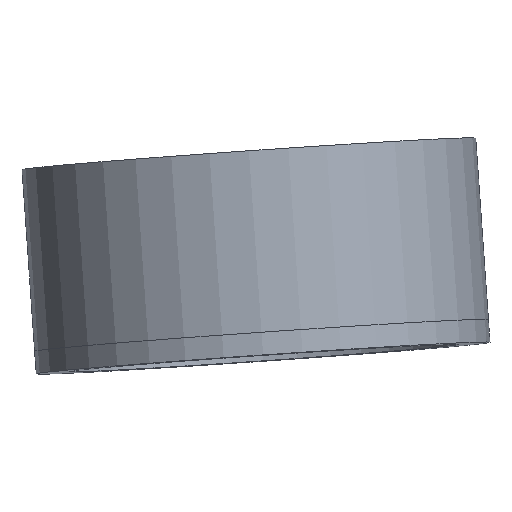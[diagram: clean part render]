
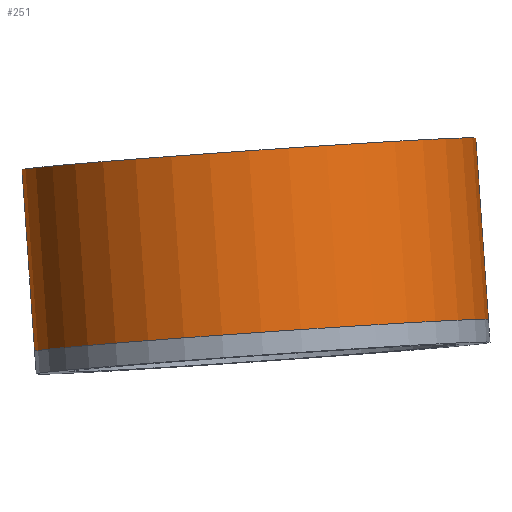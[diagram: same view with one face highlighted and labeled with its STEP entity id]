
A CAD part, front view. The second image highlights one B-rep face of the part: STEP entity #251.
In plain terms, the highlighted cylindrical face has radius 31.75 mm (diameter 63.5 mm), a partial arc.
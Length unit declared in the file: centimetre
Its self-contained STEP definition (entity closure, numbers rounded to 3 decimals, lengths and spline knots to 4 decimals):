
#4 = VERTEX_POINT ( 'NONE', #742 ) ;
#8 = VERTEX_POINT ( 'NONE', #320 ) ;
#20 = CARTESIAN_POINT ( 'NONE',  ( -18.4015, 4.445, 25.9581 ) ) ;
#82 = EDGE_CURVE ( 'NONE', #4, #8, #388, .T. ) ;
#87 = FACE_OUTER_BOUND ( 'NONE', #514, .T. ) ;
#113 = EDGE_CURVE ( 'NONE', #145, #458, #276, .T. ) ;
#136 = DIRECTION ( 'NONE',  ( 1., 0., 0. ) ) ;
#145 = VERTEX_POINT ( 'NONE', #511 ) ;
#171 = VECTOR ( 'NONE', #593, 100. ) ;
#183 = CARTESIAN_POINT ( 'NONE',  ( -21.5765, 4.445, 282.5849 ) ) ;
#184 = AXIS2_PLACEMENT_3D ( 'NONE', #362, #636, #268 ) ;
#228 = CARTESIAN_POINT ( 'NONE',  ( -18.4015, 4.445, 282.5849 ) ) ;
#250 = ORIENTED_EDGE ( 'NONE', *, *, #113, .F. ) ;
#251 = ADVANCED_FACE ( 'NONE', ( #87 ), #282, .T. ) ;
#268 = DIRECTION ( 'NONE',  ( 1., 0., 0. ) ) ;
#276 = CIRCLE ( 'NONE', #184, 3.175 ) ;
#282 = CYLINDRICAL_SURFACE ( 'NONE', #403, 3.175 ) ;
#320 = CARTESIAN_POINT ( 'NONE',  ( -21.5765, 4.445, 25.9581 ) ) ;
#333 = CARTESIAN_POINT ( 'NONE',  ( -21.5765, 4.445, 28.4981 ) ) ;
#339 = VECTOR ( 'NONE', #460, 100. ) ;
#362 = CARTESIAN_POINT ( 'NONE',  ( -18.4015, 4.445, 28.4981 ) ) ;
#374 = ORIENTED_EDGE ( 'NONE', *, *, #82, .T. ) ;
#388 = CIRCLE ( 'NONE', #487, 3.175 ) ;
#403 = AXIS2_PLACEMENT_3D ( 'NONE', #228, #695, #568 ) ;
#425 = DIRECTION ( 'NONE',  ( 0., 0., 1. ) ) ;
#458 = VERTEX_POINT ( 'NONE', #333 ) ;
#460 = DIRECTION ( 'NONE',  ( 0., 0., -1. ) ) ;
#471 = EDGE_CURVE ( 'NONE', #458, #8, #773, .T. ) ;
#487 = AXIS2_PLACEMENT_3D ( 'NONE', #20, #425, #136 ) ;
#511 = CARTESIAN_POINT ( 'NONE',  ( -15.2265, 4.445, 28.4981 ) ) ;
#514 = EDGE_LOOP ( 'NONE', ( #250, #557, #374, #770 ) ) ;
#533 = CARTESIAN_POINT ( 'NONE',  ( -15.2265, 4.445, 282.5849 ) ) ;
#542 = LINE ( 'NONE', #533, #339 ) ;
#557 = ORIENTED_EDGE ( 'NONE', *, *, #705, .T. ) ;
#568 = DIRECTION ( 'NONE',  ( -1., 0., 0. ) ) ;
#593 = DIRECTION ( 'NONE',  ( 0., 0., -1. ) ) ;
#636 = DIRECTION ( 'NONE',  ( 0., 0., 1. ) ) ;
#695 = DIRECTION ( 'NONE',  ( 0., 0., -1. ) ) ;
#705 = EDGE_CURVE ( 'NONE', #145, #4, #542, .T. ) ;
#742 = CARTESIAN_POINT ( 'NONE',  ( -15.2265, 4.445, 25.9581 ) ) ;
#770 = ORIENTED_EDGE ( 'NONE', *, *, #471, .F. ) ;
#773 = LINE ( 'NONE', #183, #171 ) ;
